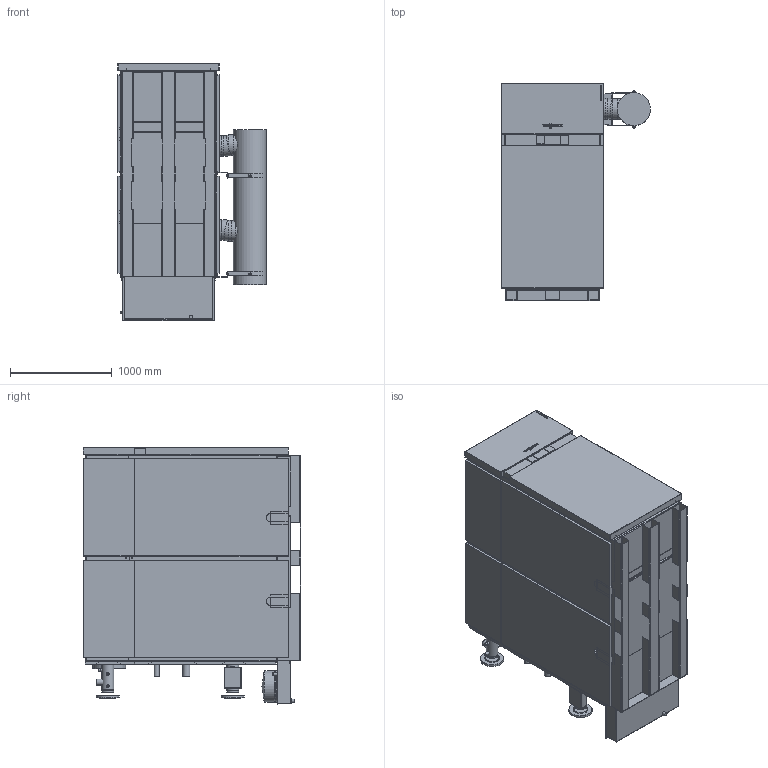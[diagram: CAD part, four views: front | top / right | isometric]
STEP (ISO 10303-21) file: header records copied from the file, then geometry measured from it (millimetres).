
FILE_DESCRIPTION(/* description */ (''),/* implementation_level */ '2;1');
FILE_NAME(/* name */ 'Vitocrossal 300 CA3B-2.5 DF With Combustion Air.stp',/* time_stamp */ '2021-01-11T11:59:46-05:00',/* author */ ('pfid'),/* organization */ (''),/* preprocessor_version */ 'ST-DEVELOPER v18',/* originating_system */ 'Autodesk Inventor 2020',/* authorisation */ '');
FILE_SCHEMA (('AUTOMOTIVE_DESIGN { 1 0 10303 214 3 1 1 }'));
Products named in the file (1): Vitocrossal 300 CA3B-2.5 DF-Installation Fittings-Combustion Air Inta
ke-2_Shrinkwrap_5
Bounding box: 1458.67 x 2131 x 2525.7 mm (x, y, z)
Volume: 125577957.2 mm3; surface area: 53334396.9 mm2
Topology: 1 solids, 231 shells, 1915 faces, 9114 edges, 7171 vertices
Faces by surface type: plane 1166, cylinder 532, bspline 91, cone 87, torus 35, sphere 4
Full cylindrical faces by diameter (mm): 8 x8, 10 x1, 13 x4, 16 x16, 29 x5, 30 x1, 31.8 x1, 32 x1, 48.3 x1, 60 x1, 60.3 x1, 73 x1, 114.3 x4, 157.2 x2, 198 x1, 204 x4, 214 x1, 228.6 x2, 308.8 x2, 323.8 x1
Entity records: 107517 total; most frequent: CARTESIAN_POINT 34298, DIRECTION 14496, ORIENTED_EDGE 12446, EDGE_CURVE 9108, VERTEX_POINT 7171, LINE 6386, VECTOR 6386, AXIS2_PLACEMENT_3D 4055
